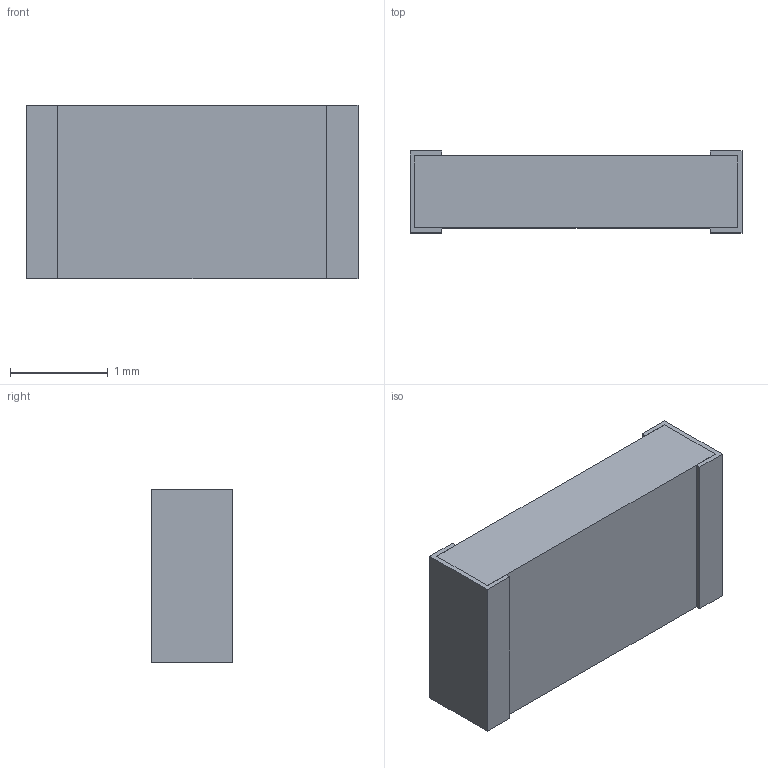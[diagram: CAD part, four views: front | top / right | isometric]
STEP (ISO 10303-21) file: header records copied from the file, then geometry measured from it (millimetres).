
FILE_DESCRIPTION(/* description */ ('Alibre Inc.'),/* implementation_level */ '2;1');
FILE_NAME(/* name */ 'export-AC83F3B0-B0BA-4AA5-8E24-196791BBFE53',/* time_stamp */ '2019-04-21T21:21:58-05:00',/* author */ (''),/* organization */ (''),/* preprocessor_version */ 'ST-DEVELOPER v17',/* originating_system */ 'Alibre',/* authorisation */ '');
FILE_SCHEMA (('AUTOMOTIVE_DESIGN'));
Length unit declared in the file: millimetre
Bounding box: 3.4 x 0.84 x 1.78 mm (x, y, z)
Volume: 4.6 mm3; surface area: 29.8 mm2
Topology: 3 solids, 3 shells, 39 faces, 96 edges, 64 vertices
Faces by surface type: plane 39
Entity records: 1219 total; most frequent: CARTESIAN_POINT 203, ORIENTED_EDGE 192, DIRECTION 143, VECTOR 96, LINE 96, EDGE_CURVE 96, VERTEX_POINT 64, AXIS2_PLACEMENT_3D 43
